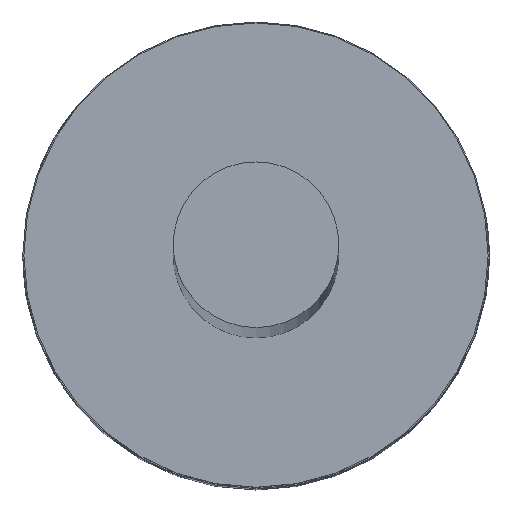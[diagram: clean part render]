
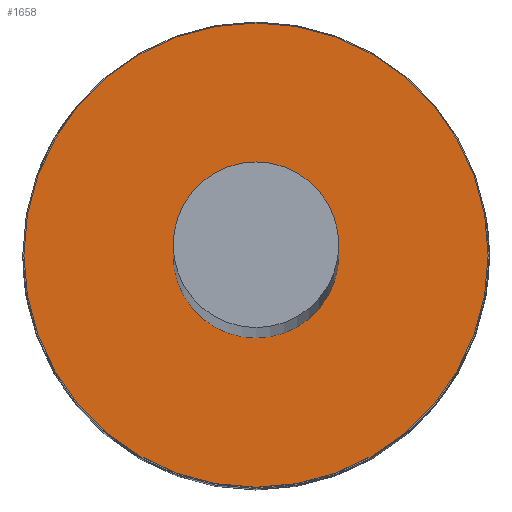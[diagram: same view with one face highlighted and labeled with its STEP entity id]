
A CAD part, top view. The second image highlights one B-rep face of the part: STEP entity #1658.
In plain terms, the highlighted planar face has unit normal (0, 0, 1).
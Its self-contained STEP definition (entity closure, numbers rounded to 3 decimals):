
#68=PLANE('',#1780);
#110=FACE_BOUND('',#401,.T.);
#291=FACE_OUTER_BOUND('',#400,.T.);
#400=EDGE_LOOP('',(#1272));
#401=EDGE_LOOP('',(#1273));
#666=CIRCLE('',#1775,0.355);
#667=CIRCLE('',#1778,0.995);
#829=VERTEX_POINT('',#2998);
#830=VERTEX_POINT('',#3003);
#1004=EDGE_CURVE('',#829,#829,#666,.T.);
#1005=EDGE_CURVE('',#830,#830,#667,.T.);
#1272=ORIENTED_EDGE('',*,*,#1005,.T.);
#1273=ORIENTED_EDGE('',*,*,#1004,.T.);
#1658=ADVANCED_FACE('',(#291,#110),#68,.T.);
#1775=AXIS2_PLACEMENT_3D('',#3000,#1853,#1854);
#1778=AXIS2_PLACEMENT_3D('',#3004,#1859,#1860);
#1780=AXIS2_PLACEMENT_3D('',#3008,#1864,#1865);
#1853=DIRECTION('center_axis',(0.,0.,-1.));
#1854=DIRECTION('ref_axis',(-1.,0.,0.));
#1859=DIRECTION('center_axis',(0.,0.,1.));
#1860=DIRECTION('ref_axis',(-1.,0.,0.));
#1864=DIRECTION('center_axis',(0.,0.,1.));
#1865=DIRECTION('ref_axis',(-1.,0.,0.));
#2998=CARTESIAN_POINT('',(0.355,0.,4.06));
#3000=CARTESIAN_POINT('Origin',(0.,0.,4.06));
#3003=CARTESIAN_POINT('',(0.995,0.,4.06));
#3004=CARTESIAN_POINT('Origin',(0.,0.,4.06));
#3008=CARTESIAN_POINT('Origin',(0.,0.,4.06));
